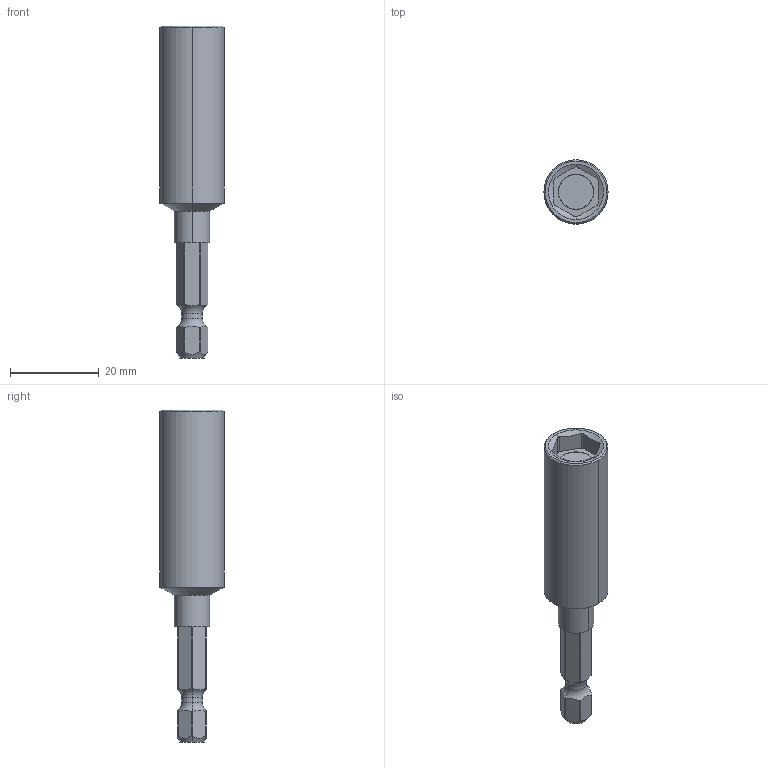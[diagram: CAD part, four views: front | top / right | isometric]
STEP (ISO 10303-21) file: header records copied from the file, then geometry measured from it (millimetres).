
FILE_DESCRIPTION((''),'2;1');
FILE_NAME('4027106310','2024-01-02T11:14:56',('a00565553'),(''),'CREO PARAMETRIC BY PTC INC, 2022414','CREO PARAMETRIC BY PTC INC, 2022414','');
FILE_SCHEMA(('CONFIG_CONTROL_DESIGN','GEOMETRIC_VALIDATION_PROPERTIES_MIM'));
Length unit declared in the file: millimetre
Products named in the file (1): 4027106310
Bounding box: 14.5 x 14.5 x 75 mm (x, y, z)
Volume: 6917.9 mm3; surface area: 4282.2 mm2
Topology: 3 solids, 3 shells, 74 faces, 182 edges, 115 vertices
Faces by surface type: cylinder 28, plane 26, cone 10, bspline 6, torus 4
Entity records: 4644 total; most frequent: CARTESIAN_POINT 2819, ORIENTED_EDGE 360, DIRECTION 352, EDGE_CURVE 180, AXIS2_PLACEMENT_3D 142, VERTEX_POINT 115, EDGE_LOOP 77, FACE_OUTER_BOUND 74
